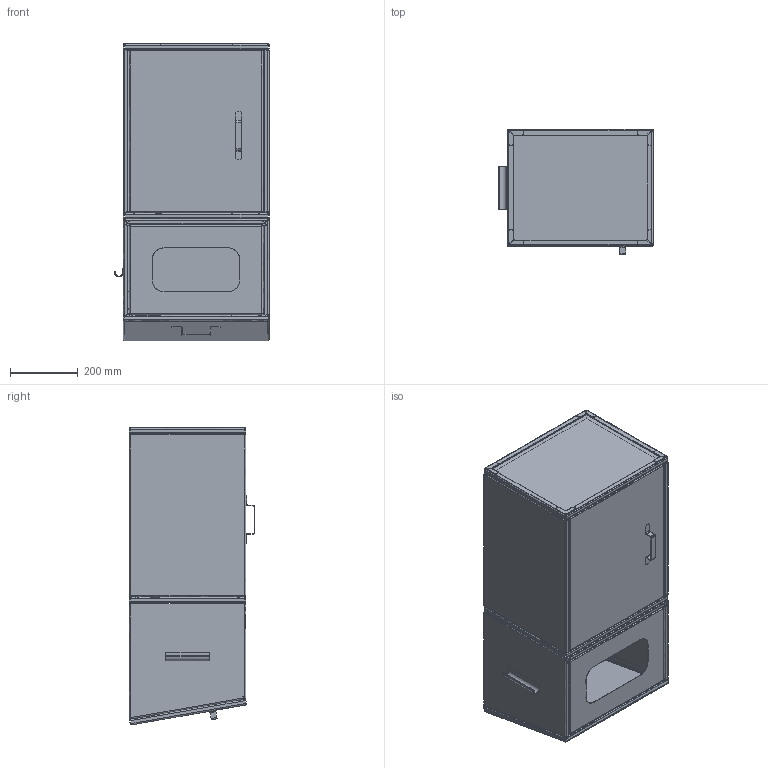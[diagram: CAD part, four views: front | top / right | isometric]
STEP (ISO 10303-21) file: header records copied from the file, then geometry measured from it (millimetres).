
FILE_DESCRIPTION(('FreeCAD Model'),'2;1');
FILE_NAME('Open CASCADE Shape Model','2025-05-09T05:15:59',('FreeCAD'),( 'FreeCAD'),'Open CASCADE STEP processor 7.6','FreeCAD','Unknown');
FILE_SCHEMA(('AUTOMOTIVE_DESIGN { 1 0 10303 214 1 1 1 1 }'));
Products named in the file (1): Open CASCADE STEP translator 7.6 1
Bounding box: 457.39 x 371.18 x 881.22 mm (x, y, z)
Surface area: 4265264.7 mm2 (no closed solid volume)
Topology: 0 solids, 794 shells, 794 faces, 5802 edges, 5802 vertices
Faces by surface type: bspline 794
Entity records: 61148 total; most frequent: CARTESIAN_POINT 33519, ORIENTED_EDGE 5802, EDGE_CURVE 5802, VERTEX_POINT 5802, B_SPLINE_CURVE_WITH_KNOTS 5636, FACE_BOUND 796, EDGE_LOOP 796, SHELL_BASED_SURFACE_MODEL 794
